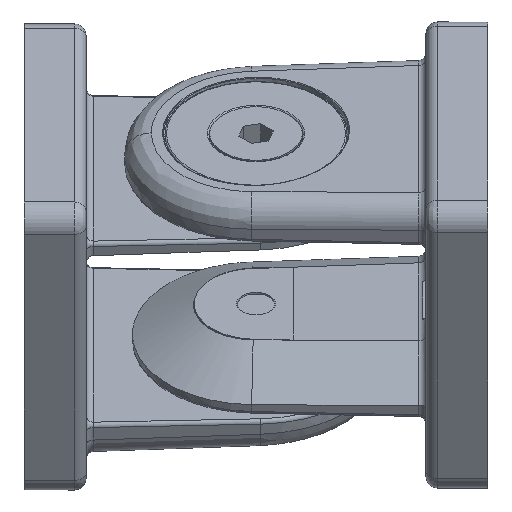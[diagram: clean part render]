
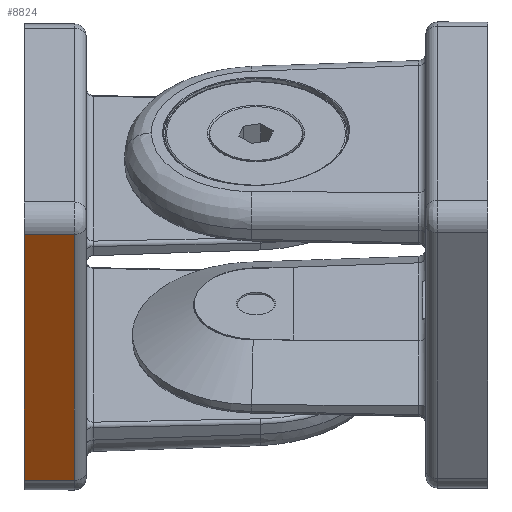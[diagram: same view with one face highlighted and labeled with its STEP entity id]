
A CAD part, isometric view. The second image highlights one B-rep face of the part: STEP entity #8824.
In plain terms, the highlighted face is planar.
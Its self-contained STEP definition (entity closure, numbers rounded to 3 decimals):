
#396=PLANE('',#9996);
#848=LINE('',#15252,#1318);
#1152=LINE('',#18717,#1622);
#1153=LINE('',#18720,#1623);
#1154=LINE('',#18721,#1624);
#1318=VECTOR('',#11069,1000.);
#1622=VECTOR('',#12443,1000.);
#1623=VECTOR('',#12446,1000.);
#1624=VECTOR('',#12447,1000.);
#2177=FACE_OUTER_BOUND('',#2782,.T.);
#2782=EDGE_LOOP('',(#7621,#7622,#7623,#7624));
#3807=VERTEX_POINT('',#15249);
#3808=VERTEX_POINT('',#15251);
#4165=VERTEX_POINT('',#18715);
#4166=VERTEX_POINT('',#18719);
#4689=EDGE_CURVE('',#3808,#3807,#848,.T.);
#5340=EDGE_CURVE('',#3807,#4165,#1152,.T.);
#5341=EDGE_CURVE('',#4165,#4166,#1153,.T.);
#5342=EDGE_CURVE('',#3808,#4166,#1154,.T.);
#7621=ORIENTED_EDGE('',*,*,#5340,.T.);
#7622=ORIENTED_EDGE('',*,*,#5341,.T.);
#7623=ORIENTED_EDGE('',*,*,#5342,.F.);
#7624=ORIENTED_EDGE('',*,*,#4689,.T.);
#8824=ADVANCED_FACE('',(#2177),#396,.T.);
#9996=AXIS2_PLACEMENT_3D('',#18718,#12444,#12445);
#11069=DIRECTION('',(0.,0.,1.));
#12443=DIRECTION('',(0.,1.,0.));
#12444=DIRECTION('center_axis',(-1.,0.,0.));
#12445=DIRECTION('ref_axis',(0.,0.,1.));
#12446=DIRECTION('',(0.,0.,-1.));
#12447=DIRECTION('',(0.,1.,0.));
#15249=CARTESIAN_POINT('',(-22.5,-8.,19.5));
#15251=CARTESIAN_POINT('',(-22.5,-8.,-19.5));
#15252=CARTESIAN_POINT('',(-22.5,-8.,-19.5));
#18715=CARTESIAN_POINT('',(-22.5,-1.5,19.5));
#18717=CARTESIAN_POINT('',(-22.5,-8.,19.5));
#18718=CARTESIAN_POINT('Origin',(-22.5,-8.,-19.5));
#18719=CARTESIAN_POINT('',(-22.5,-1.5,-19.5));
#18720=CARTESIAN_POINT('',(-22.5,-1.5,-19.5));
#18721=CARTESIAN_POINT('',(-22.5,-8.,-19.5));
